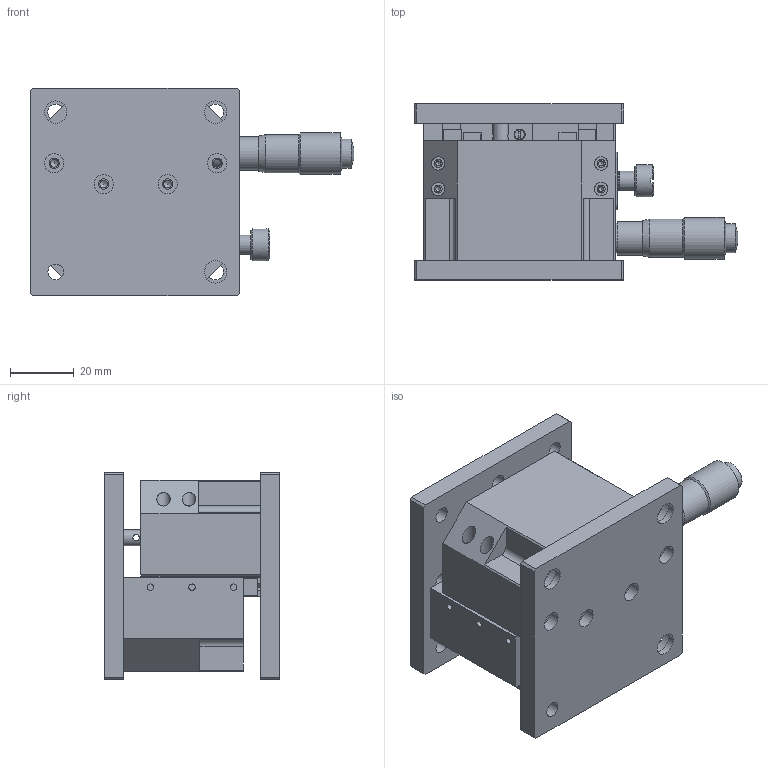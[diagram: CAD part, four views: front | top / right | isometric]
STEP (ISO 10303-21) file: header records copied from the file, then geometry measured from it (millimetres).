
FILE_DESCRIPTION (( 'STEP AP203' ), '1' );
FILE_NAME ('LZ65-2.STEP', '2023-11-17T01:47:50', ( 'Windows User' ), ( 'P R C' ), 'SwSTEP 2.0', 'SolidWorks 2020', '' );
FILE_SCHEMA (( 'CONFIG_CONTROL_DESIGN' ));
Length unit declared in the file: millimetre
Products named in the file (1): LZ65-2
Bounding box: 101.25 x 55 x 65 mm (x, y, z)
Volume: 154726.6 mm3; surface area: 53545.1 mm2
Topology: 5 solids, 14 shells, 441 faces, 1057 edges, 689 vertices
Faces by surface type: plane 233, cylinder 164, cone 41, bspline 3
Full cylindrical faces by diameter (mm): 1.567 x16, 1.6 x4, 2 x3, 2.013 x3, 2.459 x18, 2.5 x14, 3 x1, 3.2 x12, 3.4 x4, 4 x11, 4.2 x4, 4.917 x1, 5 x11, 6 x15, 7 x3, 9 x1, 9.5 x2, 10 x1, 10.5 x1, 11 x3, 12 x1, 13 x1
Entity records: 12041 total; most frequent: CARTESIAN_POINT 2209, DIRECTION 2048, ORIENTED_EDGE 1696, EDGE_CURVE 848, AXIS2_PLACEMENT_3D 782, EDGE_LOOP 748, VERTEX_POINT 648, FACE_OUTER_BOUND 571
